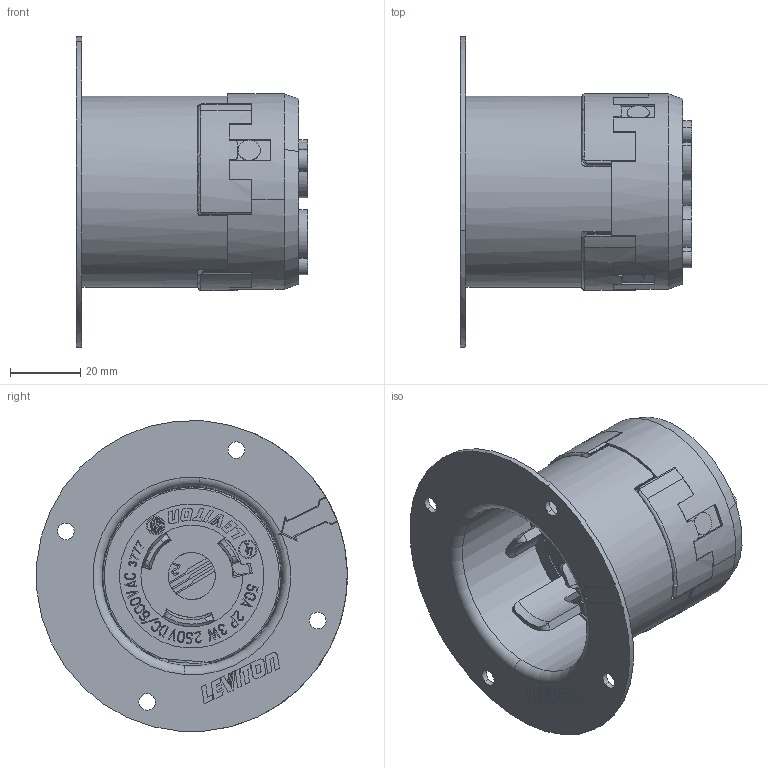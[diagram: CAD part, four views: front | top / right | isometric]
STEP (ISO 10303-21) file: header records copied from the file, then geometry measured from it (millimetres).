
FILE_DESCRIPTION (( 'STEP AP214' ), '1' );
FILE_NAME ('CATSTD-03777-000-M01.STEP', '2022-07-21T13:17:34', ( '' ), ( '' ), 'SwSTEP 2.0', 'SolidWorks 2020', '' );
FILE_SCHEMA (( 'AUTOMOTIVE_DESIGN' ));
Length unit declared in the file: inch
Products named in the file (1): CATSTD-03777-000-M01
Bounding box: 66 x 88.75 x 88.63 mm (x, y, z)
Volume: 96774.3 mm3; surface area: 34929.4 mm2
Topology: 1 solids, 1 shells, 920 faces, 2532 edges, 1678 vertices
Faces by surface type: plane 608, cylinder 292, torus 10, cone 10
Full cylindrical faces by diameter (mm): 54.585 x1
Entity records: 41684 total; most frequent: CARTESIAN_POINT 6150, ORIENTED_EDGE 5060, DIRECTION 4902, EDGE_CURVE 2530, LINE 1746, VECTOR 1746, VERTEX_POINT 1677, AXIS2_PLACEMENT_3D 1578
